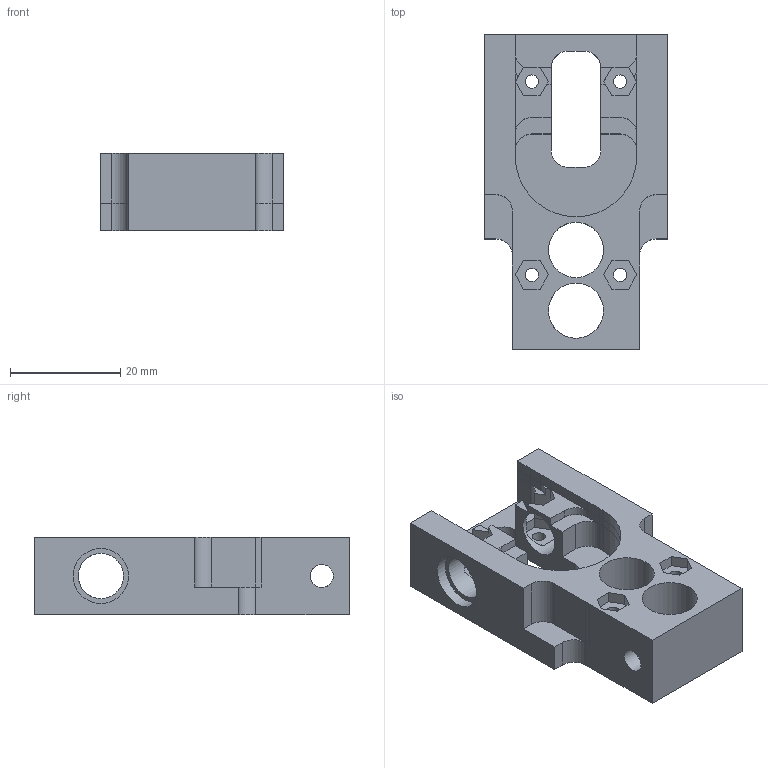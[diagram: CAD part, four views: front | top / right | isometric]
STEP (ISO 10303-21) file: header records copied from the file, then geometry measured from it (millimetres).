
FILE_DESCRIPTION(('FreeCAD Model'),'2;1');
FILE_NAME('Open CASCADE Shape Model','2022-05-22T09:37:38',('Author'),( ''),'Open CASCADE STEP processor 7.5','FreeCAD','Unknown');
FILE_SCHEMA(('AUTOMOTIVE_DESIGN { 1 0 10303 214 1 1 1 1 }'));
Length unit declared in the file: millimetre
Products named in the file (1): dynamixel_joint
Bounding box: 33 x 57 x 14 mm (x, y, z)
Volume: 12717.3 mm3; surface area: 7780.8 mm2
Topology: 1 solids, 1 shells, 135 faces, 365 edges, 232 vertices
Faces by surface type: plane 104, cylinder 31
Full cylindrical faces by diameter (mm): 2.4 x4, 4.2 x2, 8.2 x2, 10 x4
Entity records: 9737 total; most frequent: CARTESIAN_POINT 2311, DIRECTION 1396, LINE 917, VECTOR 917, ORIENTED_EDGE 730, PCURVE 730, DEFINITIONAL_REPRESENTATION 730, EDGE_CURVE 365
